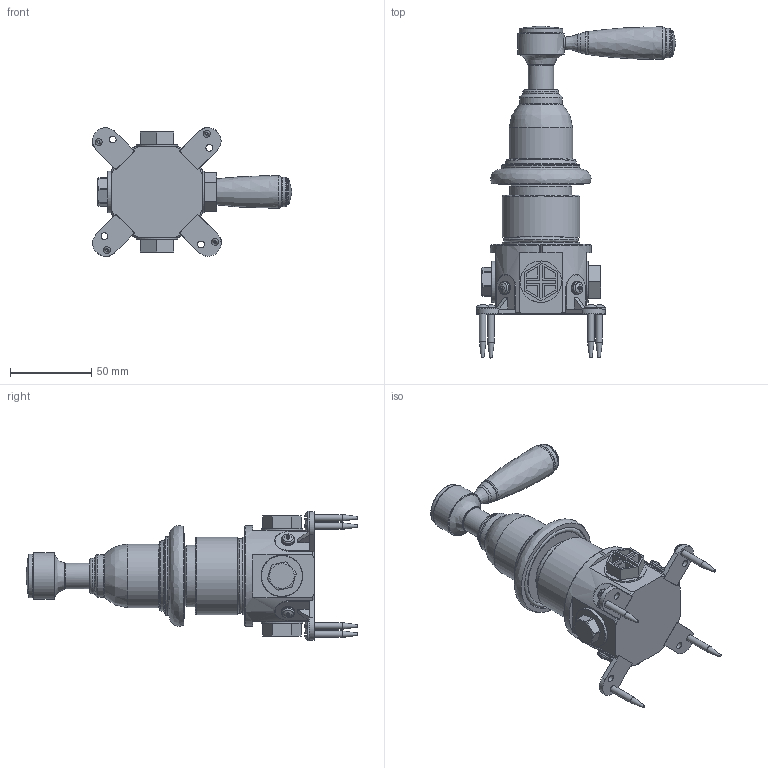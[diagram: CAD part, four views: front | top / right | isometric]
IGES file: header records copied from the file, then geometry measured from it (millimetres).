
Global section: file name: V268-TC TM TW TGBC; native system: Autodesk Inventor 2018; preprocessor: unknown; author: adaniels; date: 20171205.120407; units: millimetre
Bounding box: 122.76 x 204.07 x 79.54 mm (x, y, z)
Volume: 275075.1 mm3; surface area: 115253.2 mm2
Topology: 40 solids, 40 shells, 1267 faces, 3329 edges, 2242 vertices
Faces by surface type: bspline 1267
